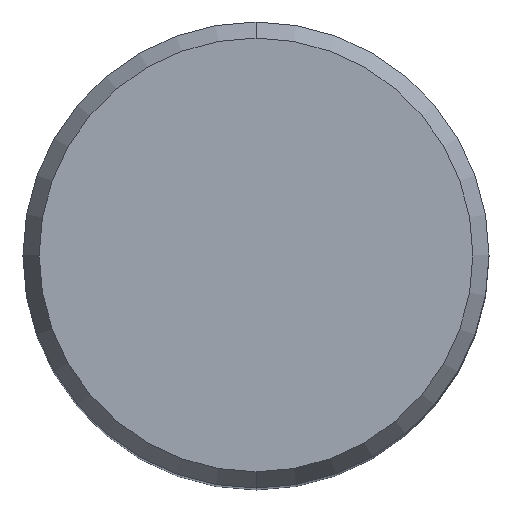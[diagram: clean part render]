
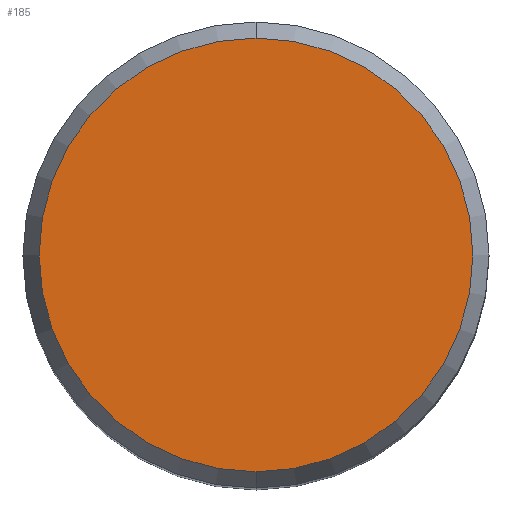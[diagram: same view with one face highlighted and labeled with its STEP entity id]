
A CAD part, top view. The second image highlights one B-rep face of the part: STEP entity #185.
In plain terms, the highlighted planar face has unit normal (0, 0, 1).
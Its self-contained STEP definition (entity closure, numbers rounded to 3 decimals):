
#185=ADVANCED_FACE('',(#479),#480,.T.);
#191=VERTEX_POINT('',#486);
#299=EDGE_CURVE('',#191,#301,#605,.T.);
#301=VERTEX_POINT('',#607);
#319=EDGE_CURVE('',#301,#191,#625,.T.);
#479=FACE_OUTER_BOUND('',#794,.T.);
#480=PLANE('',#795);
#486=CARTESIAN_POINT('',(0.0,9.307,0.0));
#605=CIRCLE('',#1113,9.307);
#607=CARTESIAN_POINT('',(0.,-9.307,0.0));
#625=CIRCLE('',#1220,9.307);
#794=EDGE_LOOP('',(#1581,#1582));
#795=AXIS2_PLACEMENT_3D('',#1583,#1584,#1585);
#1113=AXIS2_PLACEMENT_3D('',#1706,#1707,#1708);
#1220=AXIS2_PLACEMENT_3D('',#1714,#1715,#1716);
#1581=ORIENTED_EDGE('',*,*,#299,.F.);
#1582=ORIENTED_EDGE('',*,*,#319,.F.);
#1583=CARTESIAN_POINT('',(0.0,4.654,0.0));
#1584=DIRECTION('',(-0.0,0.0,1.0));
#1585=DIRECTION('',(0.0,-1.0,0.0));
#1706=CARTESIAN_POINT('',(0.0,0.0,0.0));
#1707=DIRECTION('',(0.0,0.0,-1.0));
#1708=DIRECTION('',(0.0,1.0,0.0));
#1714=CARTESIAN_POINT('',(0.0,0.0,0.0));
#1715=DIRECTION('',(0.0,0.0,-1.0));
#1716=DIRECTION('',(0.0,1.0,0.0));
